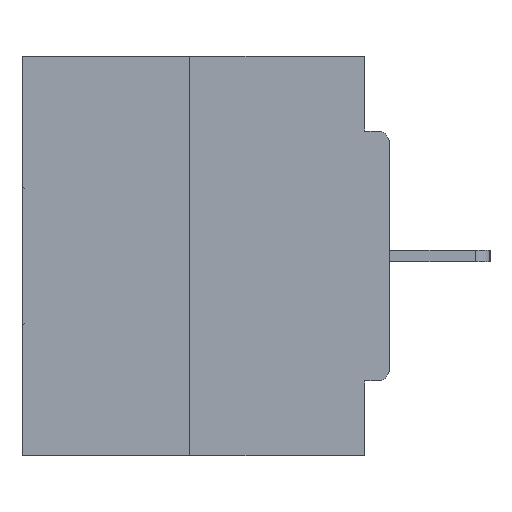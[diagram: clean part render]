
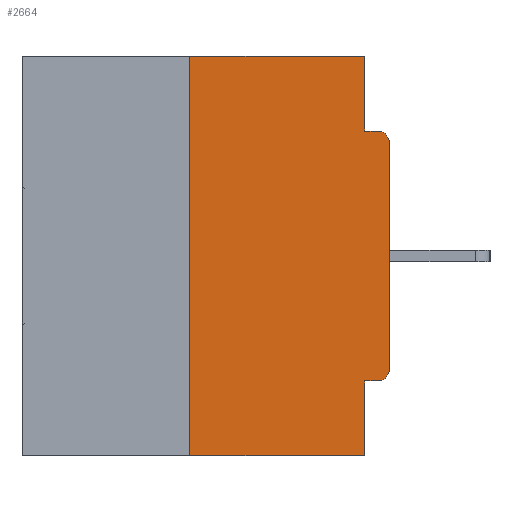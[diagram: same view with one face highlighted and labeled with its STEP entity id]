
A CAD part, left-side view. The second image highlights one B-rep face of the part: STEP entity #2664.
In plain terms, the highlighted planar face has unit normal (-1, 0, 0).
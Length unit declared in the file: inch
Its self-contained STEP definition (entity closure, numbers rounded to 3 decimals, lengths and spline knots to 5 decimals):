
#452 = DIRECTION ( 'NONE',  ( 0., 0., -1. ) ) ;
#583 = ORIENTED_EDGE ( 'NONE', *, *, #24571, .F. ) ;
#930 = LINE ( 'NONE', #33178, #34741 ) ;
#2339 = VECTOR ( 'NONE', #4507, 39.37008 ) ;
#2664 = ADVANCED_FACE ( 'NONE', ( #29468 ), #31100, .F. ) ;
#2912 = CARTESIAN_POINT ( 'NONE',  ( 0., 0., -0.4065 ) ) ;
#3084 = VERTEX_POINT ( 'NONE', #30072 ) ;
#3272 = VECTOR ( 'NONE', #22091, 39.37008 ) ;
#3280 = LINE ( 'NONE', #23037, #14067 ) ;
#4063 = CARTESIAN_POINT ( 'NONE',  ( 0., 0.46, 0. ) ) ;
#4296 = EDGE_CURVE ( 'NONE', #30024, #19556, #21251, .T. ) ;
#4507 = DIRECTION ( 'NONE',  ( 0., 0., -1. ) ) ;
#4764 = EDGE_CURVE ( 'NONE', #24658, #34571, #32736, .T. ) ;
#4952 = DIRECTION ( 'NONE',  ( 0., -1., 0. ) ) ;
#5391 = DIRECTION ( 'NONE',  ( 0., 0., 1. ) ) ;
#6709 = CARTESIAN_POINT ( 'NONE',  ( 0., 0., -0.3915 ) ) ;
#6888 = EDGE_CURVE ( 'NONE', #9266, #34970, #18432, .T. ) ;
#7173 = CARTESIAN_POINT ( 'NONE',  ( 0., 0.031, 0. ) ) ;
#8161 = CARTESIAN_POINT ( 'NONE',  ( 0., 0.015, -0.1085 ) ) ;
#8501 = EDGE_CURVE ( 'NONE', #24658, #30758, #17628, .T. ) ;
#8547 = LINE ( 'NONE', #14662, #17145 ) ;
#8591 = DIRECTION ( 'NONE',  ( -1., 0., 0. ) ) ;
#8796 = ORIENTED_EDGE ( 'NONE', *, *, #8501, .F. ) ;
#9266 = VERTEX_POINT ( 'NONE', #25382 ) ;
#9588 = EDGE_LOOP ( 'NONE', ( #24054, #8796, #29108, #583, #18411, #24211, #28259, #13229, #20413, #19698 ) ) ;
#9641 = LINE ( 'NONE', #7173, #2339 ) ;
#9789 = AXIS2_PLACEMENT_3D ( 'NONE', #8161, #10334, #27257 ) ;
#10334 = DIRECTION ( 'NONE',  ( -1., 0., 0. ) ) ;
#10703 = CARTESIAN_POINT ( 'NONE',  ( 0., 0.031, -0.0935 ) ) ;
#11480 = AXIS2_PLACEMENT_3D ( 'NONE', #16887, #8591, #452 ) ;
#11875 = LINE ( 'NONE', #2912, #3272 ) ;
#12206 = CARTESIAN_POINT ( 'NONE',  ( 0., 0., -0.1085 ) ) ;
#13229 = ORIENTED_EDGE ( 'NONE', *, *, #4296, .T. ) ;
#14067 = VECTOR ( 'NONE', #34358, 39.37008 ) ;
#14662 = CARTESIAN_POINT ( 'NONE',  ( 0., 0.46, 0. ) ) ;
#15049 = DIRECTION ( 'NONE',  ( 0., 0., -1. ) ) ;
#16622 = DIRECTION ( 'NONE',  ( 0., 0., 1. ) ) ;
#16887 = CARTESIAN_POINT ( 'NONE',  ( 0., 0.015, -0.3915 ) ) ;
#17145 = VECTOR ( 'NONE', #33969, 39.37008 ) ;
#17628 = LINE ( 'NONE', #18831, #34753 ) ;
#18411 = ORIENTED_EDGE ( 'NONE', *, *, #21583, .F. ) ;
#18432 = CIRCLE ( 'NONE', #11480, 0.015 ) ;
#18831 = CARTESIAN_POINT ( 'NONE',  ( 0., 0.25, 0. ) ) ;
#19556 = VERTEX_POINT ( 'NONE', #24561 ) ;
#19698 = ORIENTED_EDGE ( 'NONE', *, *, #19875, .F. ) ;
#19875 = EDGE_CURVE ( 'NONE', #21727, #32547, #9641, .T. ) ;
#20413 = ORIENTED_EDGE ( 'NONE', *, *, #29330, .F. ) ;
#21224 = AXIS2_PLACEMENT_3D ( 'NONE', #4063, #25646, #15049 ) ;
#21251 = CIRCLE ( 'NONE', #9789, 0.015 ) ;
#21288 = CARTESIAN_POINT ( 'NONE',  ( 0., 0.031, -0.5 ) ) ;
#21387 = CARTESIAN_POINT ( 'NONE',  ( 0., 0.46, -0.5 ) ) ;
#21583 = EDGE_CURVE ( 'NONE', #9266, #3084, #11875, .T. ) ;
#21727 = VERTEX_POINT ( 'NONE', #25528 ) ;
#22091 = DIRECTION ( 'NONE',  ( 0., 1., 0. ) ) ;
#22547 = VECTOR ( 'NONE', #34999, 39.37008 ) ;
#23037 = CARTESIAN_POINT ( 'NONE',  ( 0., 0., -0.0935 ) ) ;
#23408 = LINE ( 'NONE', #21288, #22547 ) ;
#23801 = VECTOR ( 'NONE', #4952, 39.37008 ) ;
#24054 = ORIENTED_EDGE ( 'NONE', *, *, #35486, .F. ) ;
#24211 = ORIENTED_EDGE ( 'NONE', *, *, #6888, .T. ) ;
#24561 = CARTESIAN_POINT ( 'NONE',  ( 0., 0.015, -0.0935 ) ) ;
#24571 = EDGE_CURVE ( 'NONE', #3084, #34571, #23408, .T. ) ;
#24658 = VERTEX_POINT ( 'NONE', #32831 ) ;
#25382 = CARTESIAN_POINT ( 'NONE',  ( 0., 0.015, -0.4065 ) ) ;
#25528 = CARTESIAN_POINT ( 'NONE',  ( 0., 0.031, 0. ) ) ;
#25646 = DIRECTION ( 'NONE',  ( 1., 0., 0. ) ) ;
#27037 = EDGE_CURVE ( 'NONE', #34970, #30024, #930, .T. ) ;
#27257 = DIRECTION ( 'NONE',  ( 0., 0., -1. ) ) ;
#28259 = ORIENTED_EDGE ( 'NONE', *, *, #27037, .T. ) ;
#29108 = ORIENTED_EDGE ( 'NONE', *, *, #4764, .T. ) ;
#29330 = EDGE_CURVE ( 'NONE', #32547, #19556, #3280, .T. ) ;
#29468 = FACE_OUTER_BOUND ( 'NONE', #9588, .T. ) ;
#30024 = VERTEX_POINT ( 'NONE', #12206 ) ;
#30072 = CARTESIAN_POINT ( 'NONE',  ( 0., 0.031, -0.4065 ) ) ;
#30182 = CARTESIAN_POINT ( 'NONE',  ( 0., 0.031, -0.5 ) ) ;
#30758 = VERTEX_POINT ( 'NONE', #31336 ) ;
#31100 = PLANE ( 'NONE',  #21224 ) ;
#31336 = CARTESIAN_POINT ( 'NONE',  ( 0., 0.25, 0. ) ) ;
#32547 = VERTEX_POINT ( 'NONE', #10703 ) ;
#32736 = LINE ( 'NONE', #21387, #23801 ) ;
#32831 = CARTESIAN_POINT ( 'NONE',  ( 0., 0.25, -0.5 ) ) ;
#33178 = CARTESIAN_POINT ( 'NONE',  ( 0., 0., 0. ) ) ;
#33969 = DIRECTION ( 'NONE',  ( 0., -1., 0. ) ) ;
#34358 = DIRECTION ( 'NONE',  ( 0., -1., 0. ) ) ;
#34571 = VERTEX_POINT ( 'NONE', #30182 ) ;
#34741 = VECTOR ( 'NONE', #16622, 39.37008 ) ;
#34753 = VECTOR ( 'NONE', #5391, 39.37008 ) ;
#34970 = VERTEX_POINT ( 'NONE', #6709 ) ;
#34999 = DIRECTION ( 'NONE',  ( 0., 0., -1. ) ) ;
#35486 = EDGE_CURVE ( 'NONE', #30758, #21727, #8547, .T. ) ;
